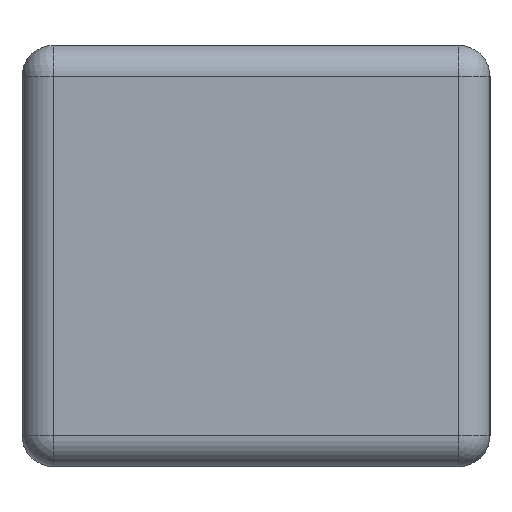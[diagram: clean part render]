
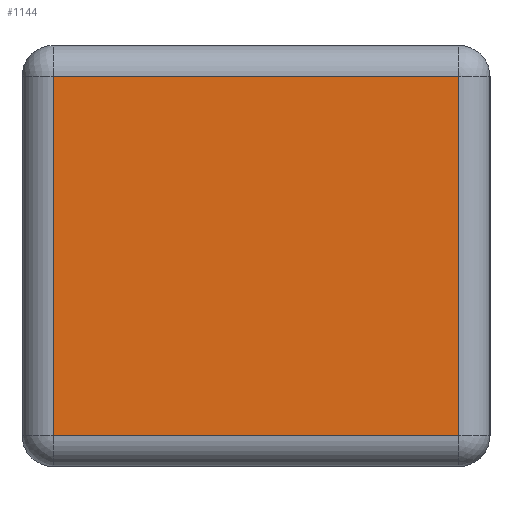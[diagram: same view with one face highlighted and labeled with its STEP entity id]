
A CAD part, left-side view. The second image highlights one B-rep face of the part: STEP entity #1144.
In plain terms, the highlighted planar face has unit normal (-1, 0, 0).
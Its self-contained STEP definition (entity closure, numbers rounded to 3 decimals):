
#20=PLANE('',#1319);
#45=LINE('',#1772,#135);
#119=LINE('',#2017,#209);
#126=LINE('',#2027,#216);
#128=LINE('',#2030,#218);
#135=VECTOR('',#1384,10.);
#209=VECTOR('',#1668,10.);
#216=VECTOR('',#1681,10.);
#218=VECTOR('',#1685,10.);
#334=FACE_OUTER_BOUND('',#414,.T.);
#414=EDGE_LOOP('',(#981,#982,#983,#984));
#489=VERTEX_POINT('',#1733);
#490=VERTEX_POINT('',#1737);
#494=VERTEX_POINT('',#1745);
#502=VERTEX_POINT('',#1765);
#589=EDGE_CURVE('',#502,#494,#45,.T.);
#717=EDGE_CURVE('',#490,#502,#119,.T.);
#724=EDGE_CURVE('',#494,#489,#126,.T.);
#726=EDGE_CURVE('',#489,#490,#128,.T.);
#981=ORIENTED_EDGE('',*,*,#589,.F.);
#982=ORIENTED_EDGE('',*,*,#717,.F.);
#983=ORIENTED_EDGE('',*,*,#726,.F.);
#984=ORIENTED_EDGE('',*,*,#724,.F.);
#1144=ADVANCED_FACE('',(#334),#20,.T.);
#1319=AXIS2_PLACEMENT_3D('',#2041,#1701,#1702);
#1384=DIRECTION('',(0.,1.,0.));
#1668=DIRECTION('',(0.,0.,-1.));
#1681=DIRECTION('',(0.,0.,1.));
#1685=DIRECTION('',(0.,-1.,0.));
#1701=DIRECTION('center_axis',(-1.,0.,0.));
#1702=DIRECTION('ref_axis',(0.,-1.,0.));
#1733=CARTESIAN_POINT('',(-15.5,5.5,25.));
#1737=CARTESIAN_POINT('',(-15.5,-20.5,25.));
#1745=CARTESIAN_POINT('',(-15.5,5.5,2.));
#1765=CARTESIAN_POINT('',(-15.5,-20.5,2.));
#1772=CARTESIAN_POINT('',(-15.5,2.5,2.));
#2017=CARTESIAN_POINT('',(-15.5,-20.5,0.));
#2027=CARTESIAN_POINT('',(-15.5,5.5,0.));
#2030=CARTESIAN_POINT('',(-15.5,2.5,25.));
#2041=CARTESIAN_POINT('Origin',(-15.5,7.5,0.));
